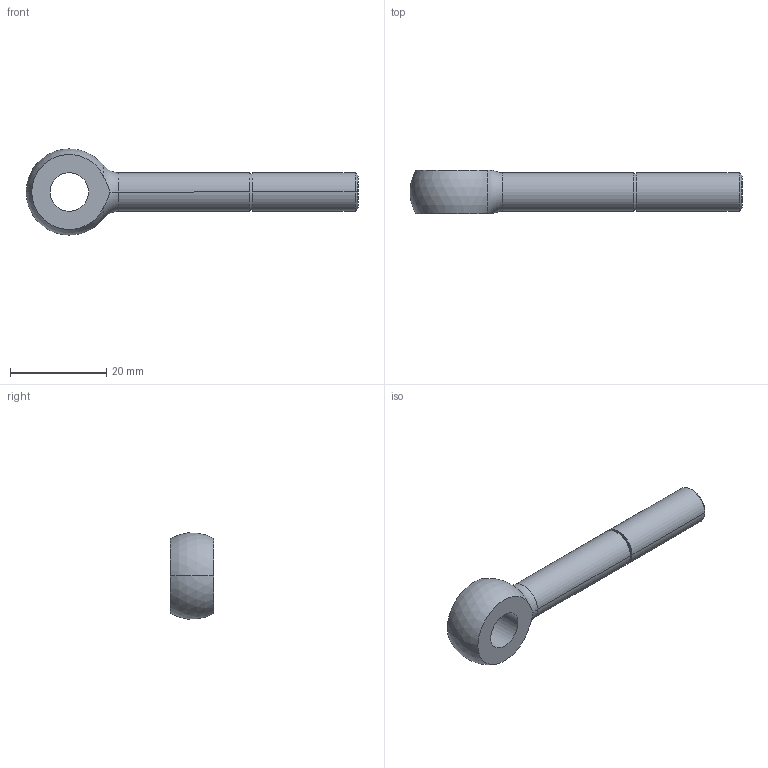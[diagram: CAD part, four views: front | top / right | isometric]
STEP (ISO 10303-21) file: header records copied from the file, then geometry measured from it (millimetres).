
FILE_DESCRIPTION(('STEP AP214'),'1');
FILE_NAME(' ',' ',('TraceParts'),('TraceParts S.A.'),'XStep 1.0',' ',' ');
FILE_SCHEMA(('automotive_design'));
Length unit declared in the file: millimetre
Products named in the file (1): 1
Bounding box: 69 x 9 x 17.9 mm (x, y, z)
Volume: 4243.6 mm3; surface area: 2319.6 mm2
Topology: 1 solids, 1 shells, 20 faces, 44 edges, 27 vertices
Faces by surface type: cylinder 6, cone 6, plane 4, sphere 2, torus 2
Entity records: 1183 total; most frequent: CARTESIAN_POINT 180, DIRECTION 110, STYLED_ITEM 92, PRESENTATION_STYLE_ASSIGNMENT 92, COLOUR_RGB 92, ORIENTED_EDGE 88, AXIS2_PLACEMENT_3D 49, EDGE_CURVE 44
